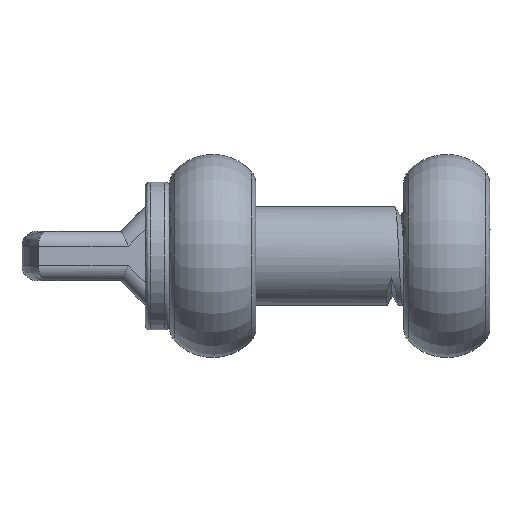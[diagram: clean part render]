
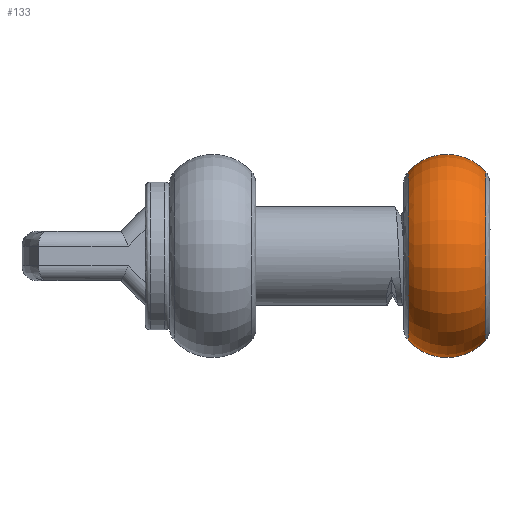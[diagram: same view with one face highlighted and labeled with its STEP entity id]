
A CAD part, front view. The second image highlights one B-rep face of the part: STEP entity #133.
In plain terms, the highlighted toroidal (fillet/blend) face has major radius 4.05 mm and minor radius 4.2 mm.
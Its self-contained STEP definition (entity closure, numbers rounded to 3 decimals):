
#133=ADVANCED_FACE('NONE',(#499),#500,.T.);
#499=FACE_OUTER_BOUND('',#2984,.T.);
#500=TOROIDAL_SURFACE('',#2985,4.05,4.2);
#2984=EDGE_LOOP('',(#7438,#7439,#7440,#7441));
#2985=AXIS2_PLACEMENT_3D('',#7442,#7443,#7444);
#7438=ORIENTED_EDGE('',*,*,#9236,.F.);
#7439=ORIENTED_EDGE('',*,*,#9240,.T.);
#7440=ORIENTED_EDGE('',*,*,#9241,.T.);
#7441=ORIENTED_EDGE('',*,*,#9242,.T.);
#7442=CARTESIAN_POINT('',(9.5,0.,0.));
#7443=DIRECTION('',(1.0,-0.0,0.0));
#7444=DIRECTION('',(0.0,0.0,-1.0));
#9236=EDGE_CURVE('NONE',#10164,#10166,#10167,.T.);
#9240=EDGE_CURVE('NONE',#10164,#10173,#10174,.T.);
#9241=EDGE_CURVE('NONE',#10173,#10175,#10176,.T.);
#9242=EDGE_CURVE('NONE',#10175,#10166,#10177,.T.);
#10164=VERTEX_POINT('NONE',#13896);
#10166=VERTEX_POINT('NONE',#13898);
#10167=CIRCLE('',#13899,4.2);
#10173=VERTEX_POINT('NONE',#13943);
#10174=CIRCLE('',#13944,6.828);
#10175=VERTEX_POINT('NONE',#13945);
#10176=CIRCLE('',#13946,4.2);
#10177=CIRCLE('',#13947,6.828);
#13896=CARTESIAN_POINT('',(6.35,0.,6.828));
#13898=CARTESIAN_POINT('',(12.65,0.,6.828));
#13899=AXIS2_PLACEMENT_3D('',#17700,#17701,#17702);
#13943=CARTESIAN_POINT('',(6.35,0.,-6.828));
#13944=AXIS2_PLACEMENT_3D('',#17706,#17707,#17708);
#13945=CARTESIAN_POINT('',(12.65,0.,-6.828));
#13946=AXIS2_PLACEMENT_3D('',#17709,#17710,#17711);
#13947=AXIS2_PLACEMENT_3D('',#17712,#17713,#17714);
#17700=CARTESIAN_POINT('',(9.5,0.,4.05));
#17701=DIRECTION('',(-0.0,1.0,0.));
#17702=DIRECTION('',(0.0,0.,1.0));
#17706=CARTESIAN_POINT('',(6.35,0.0,0.0));
#17707=DIRECTION('',(1.0,-0.0,0.0));
#17708=DIRECTION('',(0.0,0.,-1.0));
#17709=CARTESIAN_POINT('',(9.5,0.,-4.05));
#17710=DIRECTION('',(0.0,-1.0,0.0));
#17711=DIRECTION('',(0.0,0.0,-1.0));
#17712=CARTESIAN_POINT('',(12.65,0.0,0.0));
#17713=DIRECTION('',(-1.0,0.0,0.0));
#17714=DIRECTION('',(0.0,0.,-1.0));
